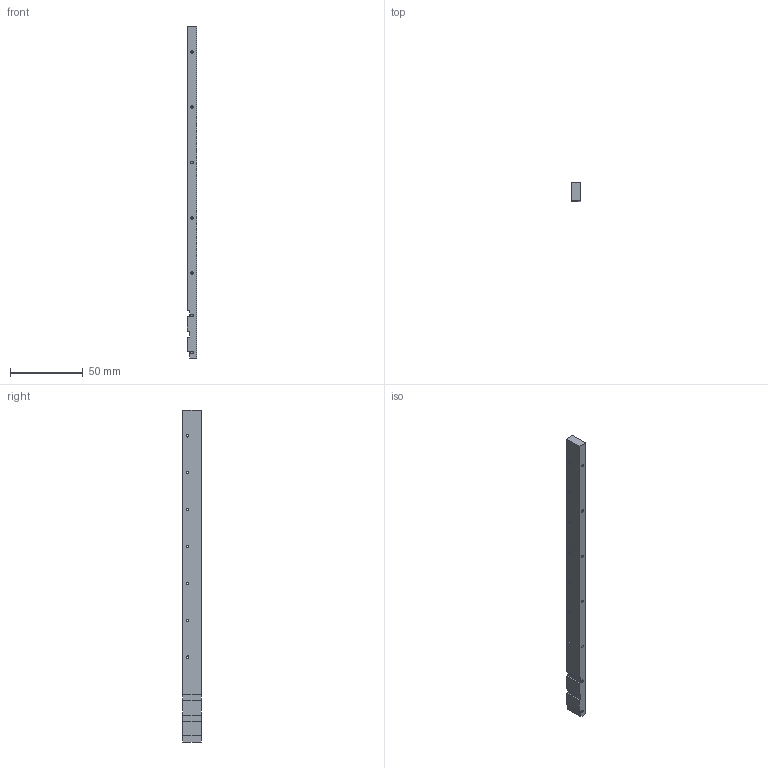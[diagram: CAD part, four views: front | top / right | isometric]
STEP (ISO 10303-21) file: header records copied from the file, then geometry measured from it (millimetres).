
FILE_DESCRIPTION(/* description */ (''),/* implementation_level */ '2;1');
FILE_NAME(/* name */ 'mounting rail 9.0 x.250 x.500-A-sfpcutouts.stp',/* time_stamp */ '2017-03-16T13:21:45-07:00',/* author */ ('Zara'),/* organization */ (''),/* preprocessor_version */ 'ST-DEVELOPER v16.5',/* originating_system */ 'Autodesk Inventor 2017',/* authorisation */ '');
FILE_SCHEMA (('AUTOMOTIVE_DESIGN { 1 0 10303 214 3 1 1 }'));
Length unit declared in the file: inch
Products named in the file (1): mounting rail 9.0 x.250 x.500-A-sfpcutouts
Bounding box: 6.35 x 12.7 x 228.6 mm (x, y, z)
Volume: 17989.6 mm3; surface area: 9356.5 mm2
Topology: 1 solids, 1 shells, 37 faces, 105 edges, 70 vertices
Faces by surface type: plane 16, cylinder 14, cone 7
Full cylindrical faces by diameter (mm): 1.702 x14
Entity records: 1036 total; most frequent: DIRECTION 174, CARTESIAN_POINT 164, ORIENTED_EDGE 140, EDGE_LOOP 72, EDGE_CURVE 70, AXIS2_PLACEMENT_3D 66, VERTEX_POINT 56, LINE 42
